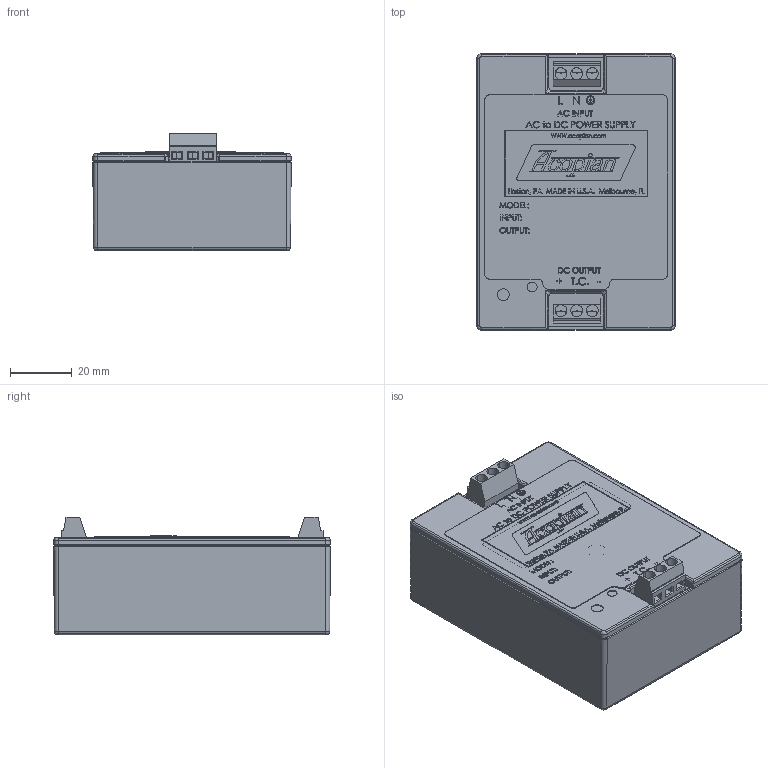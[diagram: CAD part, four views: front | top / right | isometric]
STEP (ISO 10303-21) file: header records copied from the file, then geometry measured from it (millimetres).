
FILE_DESCRIPTION (( 'STEP AP214' ), '1' );
FILE_NAME ('AB-10.STEP', '2021-09-14T13:59:01', ( '' ), ( '' ), 'SwSTEP 2.0', 'SolidWorks 2021', '' );
FILE_SCHEMA (( 'AUTOMOTIVE_DESIGN' ));
Length unit declared in the file: inch
Products named in the file (5): AB-10; AB-XXX; ACOPIAN LABEL; AB-XX LABEL
Assembly tree (4 placements, depth 3):
  AB-10
    AB-10
    AB-XX LABEL
      AB-XXX
      ACOPIAN LABEL
Bounding box: 64.26 x 89.66 x 37.99 mm (x, y, z)
Volume: 55554.8 mm3; surface area: 78090.3 mm2
Topology: 17 solids, 17 shells, 3533 faces, 9317 edges, 6030 vertices
Faces by surface type: plane 1840, cylinder 667, bspline 514, cone 448, torus 64
Entity records: 155880 total; most frequent: CARTESIAN_POINT 49124, ORIENTED_EDGE 18618, DIRECTION 15601, EDGE_CURVE 9309, VERTEX_POINT 6030, VECTOR 5855, LINE 5855, AXIS2_PLACEMENT_3D 4873
